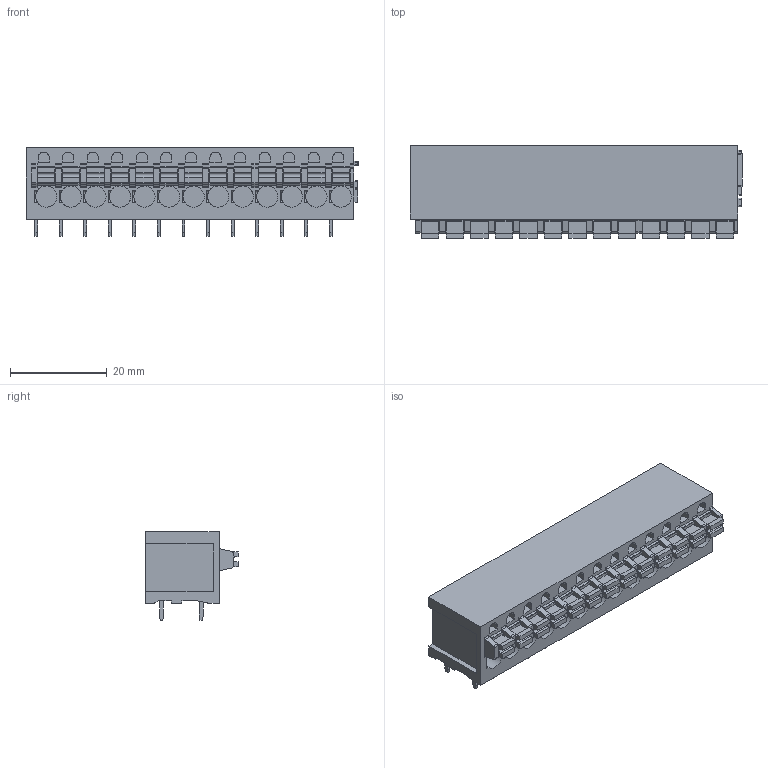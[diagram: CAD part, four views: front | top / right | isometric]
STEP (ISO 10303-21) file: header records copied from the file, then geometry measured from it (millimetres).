
FILE_DESCRIPTION(('CATIA V5 STEP Exchange','CAx-IF Rec.Pracs.--- Model Styling and Organization---1.2---2011-12-15'),'2;1');
FILE_NAME ('D1451108_0_1330830000_1330830000.stp','2018-09-07T11:01:10+00:00',('none'),('Weidmueller'),'CATIA Version 5-6 Release 2014','CATIA V5 STEP AP214','none');
FILE_SCHEMA(('AUTOMOTIVE_DESIGN { 1 0 10303 214 1 1 1 1 }'));
Length unit declared in the file: millimetre
Products named in the file (1): 1330830000
Bounding box: 68.69 x 19.2 x 18.3 mm (x, y, z)
Volume: 14157.1 mm3; surface area: 8377.1 mm2
Topology: 40 solids, 40 shells, 894 faces, 2355 edges, 1570 vertices
Faces by surface type: plane 693, cylinder 201
Entity records: 24921 total; most frequent: ORIENTED_EDGE 4710, CARTESIAN_POINT 4535, DIRECTION 3248, EDGE_CURVE 2355, VECTOR 1914, LINE 1914, VERTEX_POINT 1570, EDGE_LOOP 923
